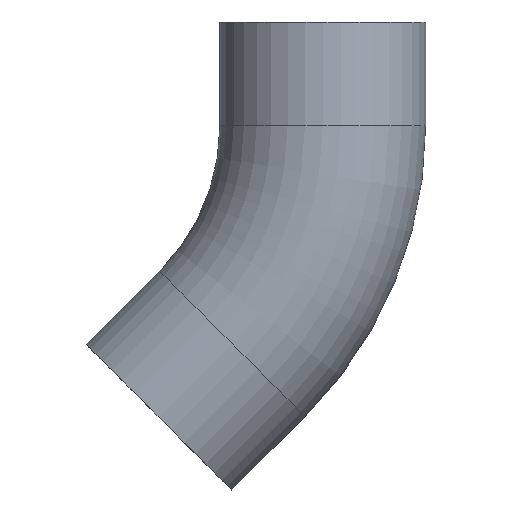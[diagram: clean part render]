
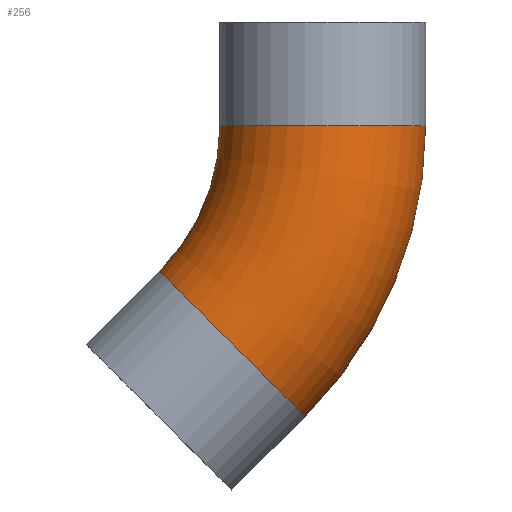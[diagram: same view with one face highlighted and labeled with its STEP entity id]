
A CAD part, front view. The second image highlights one B-rep face of the part: STEP entity #256.
In plain terms, the highlighted toroidal (fillet/blend) face has major radius 152.4 mm and minor radius 50.8 mm.
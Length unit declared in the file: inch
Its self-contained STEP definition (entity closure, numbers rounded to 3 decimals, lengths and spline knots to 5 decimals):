
#21 = FACE_OUTER_BOUND ( 'NONE', #277, .T. ) ;
#36 = CARTESIAN_POINT ( 'NONE',  ( 4.24264, 0., -4.24264 ) ) ;
#52 = EDGE_CURVE ( 'NONE', #255, #426, #91, .T. ) ;
#77 = DIRECTION ( 'NONE',  ( 0., 0., -1. ) ) ;
#78 = DIRECTION ( 'NONE',  ( 0., -1., 0. ) ) ;
#91 = CIRCLE ( 'NONE', #362, 2. ) ;
#119 = CARTESIAN_POINT ( 'NONE',  ( 6., 0., 0. ) ) ;
#127 = CIRCLE ( 'NONE', #301, 2. ) ;
#133 = CARTESIAN_POINT ( 'NONE',  ( 0., 0., 0. ) ) ;
#150 = ORIENTED_EDGE ( 'NONE', *, *, #389, .F. ) ;
#154 = CARTESIAN_POINT ( 'NONE',  ( 2.82843, 0., -2.82843 ) ) ;
#176 = DIRECTION ( 'NONE',  ( -0.707, 0., 0.707 ) ) ;
#183 = CARTESIAN_POINT ( 'NONE',  ( 0., 0., 0. ) ) ;
#184 = DIRECTION ( 'NONE',  ( 1., 0., 0. ) ) ;
#187 = DIRECTION ( 'NONE',  ( 0., 0., 1. ) ) ;
#191 = ORIENTED_EDGE ( 'NONE', *, *, #316, .T. ) ;
#198 = CARTESIAN_POINT ( 'NONE',  ( 4., 0., 0. ) ) ;
#218 = VERTEX_POINT ( 'NONE', #233 ) ;
#221 = AXIS2_PLACEMENT_3D ( 'NONE', #337, #78, #364 ) ;
#225 = CIRCLE ( 'NONE', #328, 8. ) ;
#233 = CARTESIAN_POINT ( 'NONE',  ( 8., 0., 0. ) ) ;
#255 = VERTEX_POINT ( 'NONE', #373 ) ;
#256 = ADVANCED_FACE ( 'NONE', ( #21 ), #391, .T. ) ;
#277 = EDGE_LOOP ( 'NONE', ( #412, #191, #150, #359 ) ) ;
#288 = DIRECTION ( 'NONE',  ( 0., 0., -1. ) ) ;
#301 = AXIS2_PLACEMENT_3D ( 'NONE', #119, #187, #184 ) ;
#316 = EDGE_CURVE ( 'NONE', #255, #218, #225, .T. ) ;
#320 = DIRECTION ( 'NONE',  ( 0., -1., 0. ) ) ;
#328 = AXIS2_PLACEMENT_3D ( 'NONE', #183, #400, #77 ) ;
#329 = EDGE_CURVE ( 'NONE', #426, #376, #365, .T. ) ;
#337 = CARTESIAN_POINT ( 'NONE',  ( 0., 0., 0. ) ) ;
#359 = ORIENTED_EDGE ( 'NONE', *, *, #329, .F. ) ;
#362 = AXIS2_PLACEMENT_3D ( 'NONE', #36, #393, #176 ) ;
#364 = DIRECTION ( 'NONE',  ( 0., 0., -1. ) ) ;
#365 = CIRCLE ( 'NONE', #386, 4. ) ;
#373 = CARTESIAN_POINT ( 'NONE',  ( 5.65685, 0., -5.65685 ) ) ;
#376 = VERTEX_POINT ( 'NONE', #198 ) ;
#386 = AXIS2_PLACEMENT_3D ( 'NONE', #133, #320, #288 ) ;
#389 = EDGE_CURVE ( 'NONE', #376, #218, #127, .T. ) ;
#391 = TOROIDAL_SURFACE ( 'NONE', #221, 6., 2. ) ;
#393 = DIRECTION ( 'NONE',  ( -0.707, 0., -0.707 ) ) ;
#400 = DIRECTION ( 'NONE',  ( 0., -1., 0. ) ) ;
#412 = ORIENTED_EDGE ( 'NONE', *, *, #52, .F. ) ;
#426 = VERTEX_POINT ( 'NONE', #154 ) ;
